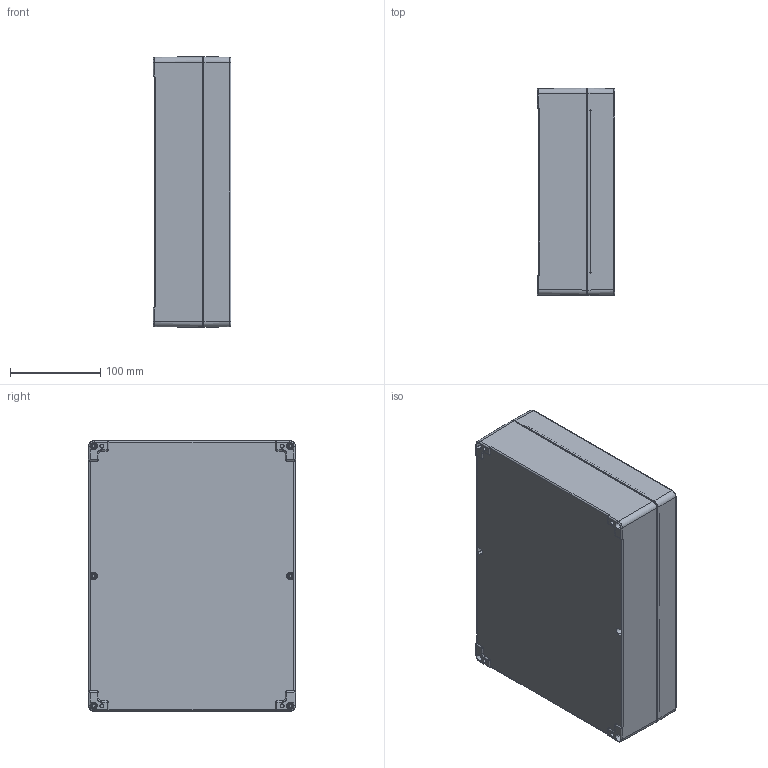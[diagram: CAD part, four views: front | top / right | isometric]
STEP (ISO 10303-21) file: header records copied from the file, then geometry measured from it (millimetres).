
FILE_DESCRIPTION(/* description */ ('ABS-Gehäuse'),/* implementation_level */ '2;1');
FILE_NAME(/* name */ '02302309045-RST.stp',/* time_stamp */ '2021-09-02T13:52:23+02:00',/* author */ ('sl'),/* organization */ (''),/* preprocessor_version */ 'ST-DEVELOPER v16.5',/* originating_system */ 'Autodesk Inventor 2017',/* authorisation */ '');
FILE_SCHEMA (('CONFIG_CONTROL_DESIGN','AUTOMOTIVE_DESIGN { 1 0 10303 214 3 1 1 }'));
Length unit declared in the file: millimetre
Products named in the file (4): 01_302309_000; ABS-Gehäuse-34-BG-0001-01_302309_000; ABS-Gehäuse-34-BG-0002-01_302309_000; Schraube-M4x37x10
Assembly tree (8 placements, depth 2):
  01_302309_000
    ABS-Gehäuse-34-BG-0001-01_302309_000
    ABS-Gehäuse-34-BG-0002-01_302309_000
    Schraube-M4x37x10  x6
Bounding box: 86.5 x 230 x 300 mm (x, y, z)
Volume: 778277.3 mm3; surface area: 475704.3 mm2
Topology: 8 solids, 8 shells, 932 faces, 2340 edges, 1461 vertices
Faces by surface type: plane 397, cylinder 194, cone 129, torus 126, bspline 66, sphere 20
Full cylindrical faces by diameter (mm): 2.87 x6, 4 x6, 4.5 x6, 7 x6, 7.4 x6
Entity records: 27305 total; most frequent: CARTESIAN_POINT 8555, DIRECTION 3996, ORIENTED_EDGE 3722, EDGE_CURVE 1861, AXIS2_PLACEMENT_3D 1512, VERTEX_POINT 1220, LINE 972, VECTOR 972
